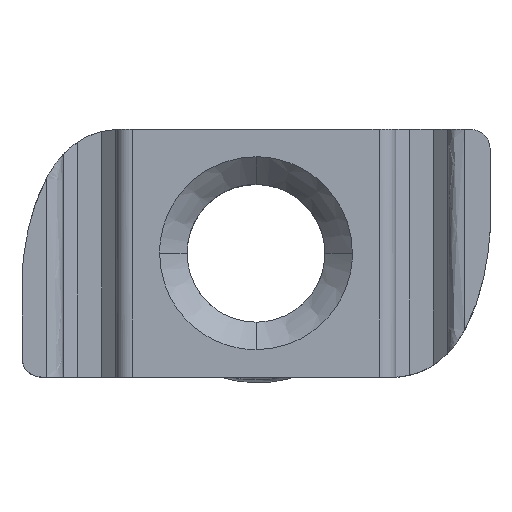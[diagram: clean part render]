
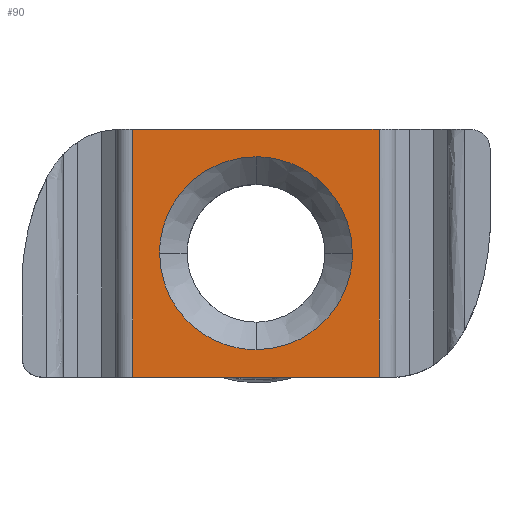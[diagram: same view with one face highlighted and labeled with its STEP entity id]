
A CAD part, top view. The second image highlights one B-rep face of the part: STEP entity #90.
In plain terms, the highlighted planar face has unit normal (0, 0, 1).
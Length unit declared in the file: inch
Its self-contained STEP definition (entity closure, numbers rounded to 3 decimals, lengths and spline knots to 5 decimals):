
#90=ADVANCED_FACE('',(#198,#199),#200,.T.);
#198=FACE_OUTER_BOUND('',#1170,.T.);
#199=FACE_BOUND('',#1171,.T.);
#200=PLANE('',#1172);
#1170=EDGE_LOOP('',(#2352,#2353,#2354,#2355));
#1171=EDGE_LOOP('',(#2356,#2357,#2358,#2359));
#1172=AXIS2_PLACEMENT_3D('',#2360,#2361,#2362);
#2352=ORIENTED_EDGE('',*,*,#2571,.T.);
#2353=ORIENTED_EDGE('',*,*,#2522,.F.);
#2354=ORIENTED_EDGE('',*,*,#2608,.T.);
#2355=ORIENTED_EDGE('',*,*,#2565,.T.);
#2356=ORIENTED_EDGE('',*,*,#2609,.F.);
#2357=ORIENTED_EDGE('',*,*,#2532,.F.);
#2358=ORIENTED_EDGE('',*,*,#2610,.F.);
#2359=ORIENTED_EDGE('',*,*,#2611,.F.);
#2360=CARTESIAN_POINT('',(0.47515,0.0,0.0));
#2361=DIRECTION('',(0.0,0.0,1.0));
#2362=DIRECTION('',(1.0,0.0,0.0));
#2522=EDGE_CURVE('',#2664,#2666,#2667,.T.);
#2532=EDGE_CURVE('',#2681,#2677,#2683,.T.);
#2565=EDGE_CURVE('',#2742,#2740,#2743,.T.);
#2571=EDGE_CURVE('',#2740,#2666,#2750,.T.);
#2608=EDGE_CURVE('',#2664,#2742,#2809,.T.);
#2609=EDGE_CURVE('',#2677,#2810,#2811,.T.);
#2610=EDGE_CURVE('',#2812,#2681,#2813,.T.);
#2611=EDGE_CURVE('',#2810,#2812,#2814,.T.);
#2664=VERTEX_POINT('',#2880);
#2666=VERTEX_POINT('',#2885);
#2667=LINE('',#2886,#2887);
#2677=VERTEX_POINT('',#2905);
#2681=VERTEX_POINT('',#2923);
#2683=B_SPLINE_CURVE_WITH_KNOTS('',3,(#2926,#2927,#2928,#2929,#2930,#2931,#2932,#2933,#2934,#2935,#2936,#2937,#2938,#2939),.UNSPECIFIED.,.F.,.F.,(4,2,2,2,2,2,4),(0.0,0.08361,0.16678,0.17075,0.25227,0.33854,0.3415),.UNSPECIFIED.);
#2740=VERTEX_POINT('',#3338);
#2742=VERTEX_POINT('',#3343);
#2743=LINE('',#3344,#3345);
#2750=LINE('',#3371,#3372);
#2809=LINE('',#3582,#3583);
#2810=VERTEX_POINT('',#3584);
#2811=B_SPLINE_CURVE_WITH_KNOTS('',3,(#3585,#3586,#3587,#3588,#3589,#3590,#3591,#3592,#3593,#3594,#3595,#3596,#3597,#3598),.UNSPECIFIED.,.F.,.F.,(4,2,2,2,2,2,4),(0.0,0.04543,0.08964,0.17095,0.17513,0.25831,0.34191),.UNSPECIFIED.);
#2812=VERTEX_POINT('',#3599);
#2813=B_SPLINE_CURVE_WITH_KNOTS('',3,(#3600,#3601,#3602,#3603,#3604,#3605,#3606,#3607,#3608,#3609),.UNSPECIFIED.,.F.,.F.,(4,2,2,2,4),(0.00083,0.08597,0.17154,0.25711,0.34308),.UNSPECIFIED.);
#2814=B_SPLINE_CURVE_WITH_KNOTS('',3,(#3610,#3611,#3612,#3613,#3614,#3615,#3616,#3617,#3618,#3619,#3620,#3621,#3622,#3623),.UNSPECIFIED.,.F.,.F.,(4,2,2,2,2,2,4),(0.0,0.00296,0.08922,0.17075,0.17471,0.25789,0.3415),.UNSPECIFIED.);
#2880=CARTESIAN_POINT('',(0.19575,0.0,0.0));
#2885=CARTESIAN_POINT('',(0.19575,0.5625,0.0));
#2886=CARTESIAN_POINT('',(0.19575,0.0,0.0));
#2887=VECTOR('',#3722,1.);
#2905=CARTESIAN_POINT('',(0.69424,0.28128,0.0));
#2923=CARTESIAN_POINT('',(0.47549,0.06253,0.0));
#2926=CARTESIAN_POINT('',(0.47549,0.06253,0.0));
#2927=CARTESIAN_POINT('',(0.50336,0.06253,0.0));
#2928=CARTESIAN_POINT('',(0.53173,0.068,0.0));
#2929=CARTESIAN_POINT('',(0.58326,0.08887,0.0));
#2930=CARTESIAN_POINT('',(0.60735,0.10454,0.0));
#2931=CARTESIAN_POINT('',(0.62826,0.1247,0.0));
#2932=CARTESIAN_POINT('',(0.6292,0.12563,0.0));
#2933=CARTESIAN_POINT('',(0.64939,0.14581,0.0));
#2934=CARTESIAN_POINT('',(0.66526,0.16906,0.0));
#2935=CARTESIAN_POINT('',(0.68759,0.22034,0.0));
#2936=CARTESIAN_POINT('',(0.69384,0.24957,0.0));
#2937=CARTESIAN_POINT('',(0.69423,0.27931,0.0));
#2938=CARTESIAN_POINT('',(0.69424,0.28029,0.0));
#2939=CARTESIAN_POINT('',(0.69424,0.28128,0.0));
#3338=CARTESIAN_POINT('',(0.75456,0.5625,0.0));
#3343=CARTESIAN_POINT('',(0.75456,0.0,0.0));
#3344=CARTESIAN_POINT('',(0.75456,0.0,0.0));
#3345=VECTOR('',#3736,1.);
#3371=CARTESIAN_POINT('',(0.19575,0.5625,0.0));
#3372=VECTOR('',#3738,1.0);
#3582=CARTESIAN_POINT('',(0.19575,0.0,0.0));
#3583=VECTOR('',#3753,1.0);
#3584=CARTESIAN_POINT('',(0.47549,0.50003,0.0));
#3585=CARTESIAN_POINT('',(0.69424,0.28128,0.0));
#3586=CARTESIAN_POINT('',(0.69424,0.29642,0.0));
#3587=CARTESIAN_POINT('',(0.69267,0.31164,0.0));
#3588=CARTESIAN_POINT('',(0.68652,0.34088,0.0));
#3589=CARTESIAN_POINT('',(0.68199,0.35507,0.0));
#3590=CARTESIAN_POINT('',(0.66528,0.39343,0.0));
#3591=CARTESIAN_POINT('',(0.64947,0.41663,0.0));
#3592=CARTESIAN_POINT('',(0.6293,0.43683,0.0));
#3593=CARTESIAN_POINT('',(0.62831,0.43781,0.0));
#3594=CARTESIAN_POINT('',(0.60735,0.45801,0.0));
#3595=CARTESIAN_POINT('',(0.58326,0.47369,0.0));
#3596=CARTESIAN_POINT('',(0.53173,0.49455,0.0));
#3597=CARTESIAN_POINT('',(0.50336,0.50003,0.0));
#3598=CARTESIAN_POINT('',(0.47549,0.50003,0.0));
#3599=CARTESIAN_POINT('',(0.25674,0.28128,0.0));
#3600=CARTESIAN_POINT('',(0.25674,0.28128,0.0));
#3601=CARTESIAN_POINT('',(0.25674,0.25291,0.0));
#3602=CARTESIAN_POINT('',(0.26243,0.22397,0.0));
#3603=CARTESIAN_POINT('',(0.28417,0.17139,0.0));
#3604=CARTESIAN_POINT('',(0.30064,0.14677,0.0));
#3605=CARTESIAN_POINT('',(0.34098,0.10643,0.0));
#3606=CARTESIAN_POINT('',(0.3656,0.08996,0.0));
#3607=CARTESIAN_POINT('',(0.41844,0.06811,0.0));
#3608=CARTESIAN_POINT('',(0.44684,0.06253,0.0));
#3609=CARTESIAN_POINT('',(0.47549,0.06253,0.0));
#3610=CARTESIAN_POINT('',(0.47549,0.50003,0.0));
#3611=CARTESIAN_POINT('',(0.4745,0.50003,0.0));
#3612=CARTESIAN_POINT('',(0.47352,0.50002,0.0));
#3613=CARTESIAN_POINT('',(0.44378,0.49962,0.0));
#3614=CARTESIAN_POINT('',(0.41455,0.49338,0.0));
#3615=CARTESIAN_POINT('',(0.36328,0.47104,0.0));
#3616=CARTESIAN_POINT('',(0.34002,0.45518,0.0));
#3617=CARTESIAN_POINT('',(0.31984,0.43499,0.0));
#3618=CARTESIAN_POINT('',(0.31892,0.43405,0.0));
#3619=CARTESIAN_POINT('',(0.29875,0.41313,0.0));
#3620=CARTESIAN_POINT('',(0.28308,0.38905,0.0));
#3621=CARTESIAN_POINT('',(0.26221,0.33752,0.0));
#3622=CARTESIAN_POINT('',(0.25674,0.30915,0.0));
#3623=CARTESIAN_POINT('',(0.25674,0.28128,0.0));
#3722=DIRECTION('',(0.0,1.0,0.0));
#3736=DIRECTION('',(0.0,1.0,0.0));
#3738=DIRECTION('',(-1.0,0.0,0.0));
#3753=DIRECTION('',(1.0,0.0,0.0));
